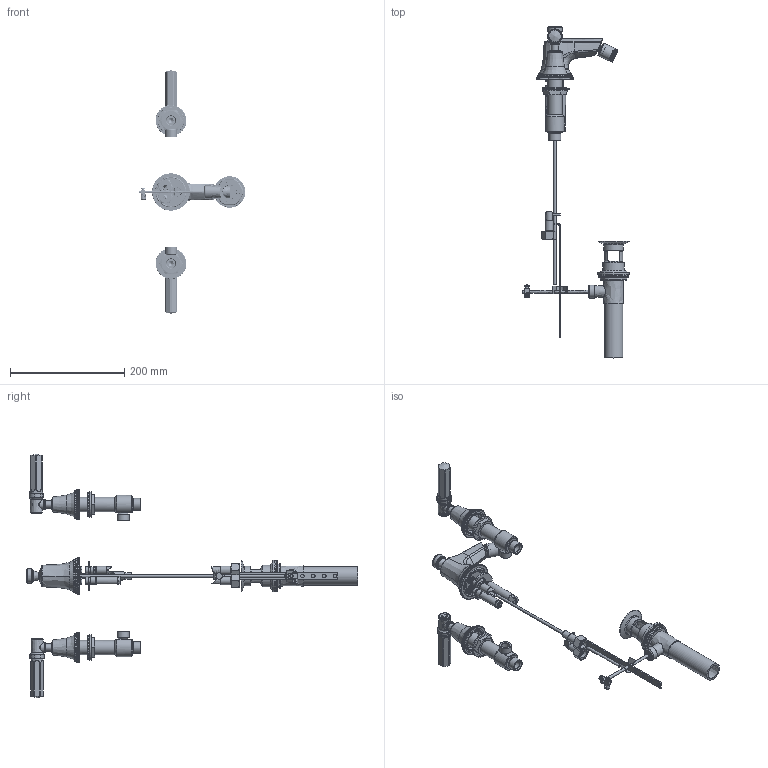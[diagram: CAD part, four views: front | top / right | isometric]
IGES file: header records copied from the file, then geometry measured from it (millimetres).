
Global section: file name: V6KA13-L; native system: Autodesk Inventor 2018; preprocessor: unknown; author: mblakey; date: 20180201.154347; units: millimetre
Bounding box: 186.5 x 580.3 x 426 mm (x, y, z)
Volume: 567541.4 mm3; surface area: 255145.9 mm2
Topology: 58 solids, 64 shells, 4369 faces, 11515 edges, 7584 vertices
Faces by surface type: bspline 4369
